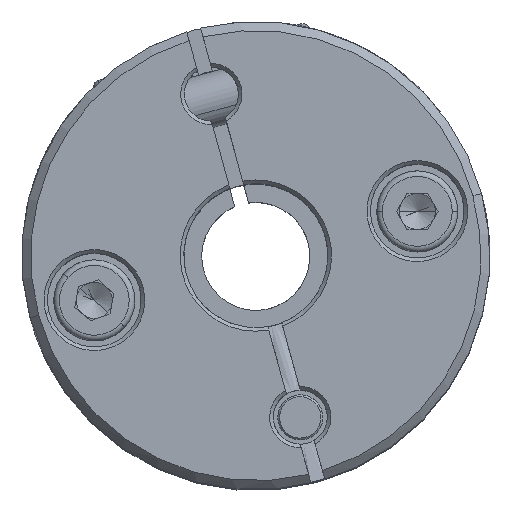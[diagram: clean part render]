
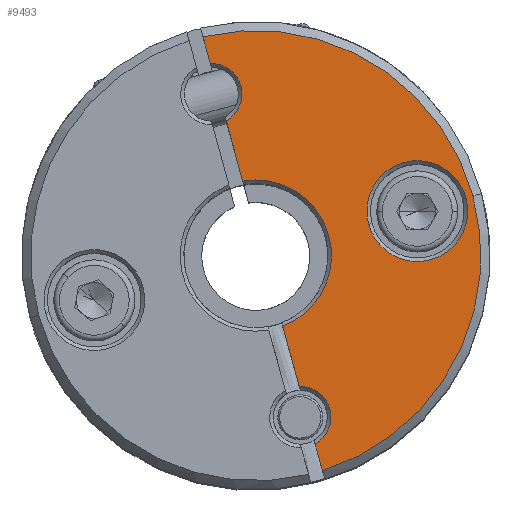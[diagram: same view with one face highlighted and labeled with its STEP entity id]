
A CAD part, top view. The second image highlights one B-rep face of the part: STEP entity #9493.
In plain terms, the highlighted planar face has unit normal (0, 0, 1).
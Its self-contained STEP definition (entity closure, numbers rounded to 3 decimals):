
#95 = DIRECTION ( 'NONE',  ( 0., 0., 1. ) ) ;
#102 = DIRECTION ( 'NONE',  ( 0., 0., -1. ) ) ;
#107 = EDGE_CURVE ( 'NONE', #5168, #14037, #10328, .T. ) ;
#488 = CIRCLE ( 'NONE', #3437, 1.7 ) ;
#863 = CARTESIAN_POINT ( 'NONE',  ( 0.4, 0., 11.7 ) ) ;
#1055 = PLANE ( 'NONE',  #6689 ) ;
#1105 = EDGE_CURVE ( 'NONE', #10937, #8443, #13589, .T. ) ;
#1280 = CIRCLE ( 'NONE', #2638, 2.8 ) ;
#1441 = EDGE_CURVE ( 'NONE', #9810, #8505, #2393, .T. ) ;
#1652 = EDGE_CURVE ( 'NONE', #8393, #4977, #488, .T. ) ;
#1765 = AXIS2_PLACEMENT_3D ( 'NONE', #9620, #3063, #10733 ) ;
#1962 = EDGE_CURVE ( 'NONE', #8433, #10160, #14224, .T. ) ;
#1982 = CIRCLE ( 'NONE', #5114, 2.8 ) ;
#2144 = DIRECTION ( 'NONE',  ( 0., 0., 1. ) ) ;
#2393 = CIRCLE ( 'NONE', #12092, 1.7 ) ;
#2514 = DIRECTION ( 'NONE',  ( 0., 0., -1. ) ) ;
#2638 = AXIS2_PLACEMENT_3D ( 'NONE', #11644, #5041, #12735 ) ;
#2663 = EDGE_LOOP ( 'NONE', ( #10117, #7369, #12966, #3805, #6569, #3672, #4959, #13094, #13246, #10076, #4160, #6402 ) ) ;
#2692 = LINE ( 'NONE', #11030, #5961 ) ;
#2835 = CIRCLE ( 'NONE', #10542, 4.2 ) ;
#2847 = CARTESIAN_POINT ( 'NONE',  ( 0.4, 0., 11.7 ) ) ;
#2872 = CARTESIAN_POINT ( 'NONE',  ( 1.7, 9.3, 11.7 ) ) ;
#3021 = VECTOR ( 'NONE', #10519, 1000. ) ;
#3063 = DIRECTION ( 'NONE',  ( 0., 0., 1. ) ) ;
#3197 = CARTESIAN_POINT ( 'NONE',  ( 6.5, 0., 11.7 ) ) ;
#3437 = AXIS2_PLACEMENT_3D ( 'NONE', #11271, #4670, #12374 ) ;
#3531 = EDGE_CURVE ( 'NONE', #9807, #8505, #8858, .T. ) ;
#3672 = ORIENTED_EDGE ( 'NONE', *, *, #13731, .T. ) ;
#3805 = ORIENTED_EDGE ( 'NONE', *, *, #11989, .F. ) ;
#3833 = EDGE_CURVE ( 'NONE', #9807, #8433, #2835, .T. ) ;
#3855 = CARTESIAN_POINT ( 'NONE',  ( 0., 9.3, 11.7 ) ) ;
#4036 = CARTESIAN_POINT ( 'NONE',  ( 0.4, 0., 11.7 ) ) ;
#4160 = ORIENTED_EDGE ( 'NONE', *, *, #9188, .T. ) ;
#4239 = EDGE_CURVE ( 'NONE', #4814, #13595, #1280, .T. ) ;
#4347 = ORIENTED_EDGE ( 'NONE', *, *, #6373, .T. ) ;
#4437 = DIRECTION ( 'NONE',  ( 0., 1., 0. ) ) ;
#4442 = CARTESIAN_POINT ( 'NONE',  ( 1.7, -9.3, 11.7 ) ) ;
#4670 = DIRECTION ( 'NONE',  ( 0., 0., -1. ) ) ;
#4814 = VERTEX_POINT ( 'NONE', #9351 ) ;
#4820 = VECTOR ( 'NONE', #11723, 1000. ) ;
#4942 = DIRECTION ( 'NONE',  ( 1., 0., 0. ) ) ;
#4959 = ORIENTED_EDGE ( 'NONE', *, *, #5797, .F. ) ;
#4977 = VERTEX_POINT ( 'NONE', #4442 ) ;
#5041 = DIRECTION ( 'NONE',  ( 0., 0., -1. ) ) ;
#5114 = AXIS2_PLACEMENT_3D ( 'NONE', #5254, #12965, #6365 ) ;
#5138 = CARTESIAN_POINT ( 'NONE',  ( 0.4, -7.648, 11.7 ) ) ;
#5168 = VERTEX_POINT ( 'NONE', #10358 ) ;
#5179 = DIRECTION ( 'NONE',  ( 0., 0., -1. ) ) ;
#5254 = CARTESIAN_POINT ( 'NONE',  ( 9.3, 0., 11.7 ) ) ;
#5354 = AXIS2_PLACEMENT_3D ( 'NONE', #12165, #5573, #13271 ) ;
#5467 = CIRCLE ( 'NONE', #7801, 12.5 ) ;
#5573 = DIRECTION ( 'NONE',  ( 0., 0., -1. ) ) ;
#5659 = VERTEX_POINT ( 'NONE', #14119 ) ;
#5797 = EDGE_CURVE ( 'NONE', #10937, #5659, #2692, .T. ) ;
#5881 = FACE_BOUND ( 'NONE', #6127, .T. ) ;
#5961 = VECTOR ( 'NONE', #4437, 1000. ) ;
#6127 = EDGE_LOOP ( 'NONE', ( #10350, #4347 ) ) ;
#6365 = DIRECTION ( 'NONE',  ( 1., 0., 0. ) ) ;
#6373 = EDGE_CURVE ( 'NONE', #13595, #4814, #1982, .T. ) ;
#6402 = ORIENTED_EDGE ( 'NONE', *, *, #1441, .T. ) ;
#6569 = ORIENTED_EDGE ( 'NONE', *, *, #1652, .T. ) ;
#6668 = CARTESIAN_POINT ( 'NONE',  ( 0., 0., 11.7 ) ) ;
#6675 = CARTESIAN_POINT ( 'NONE',  ( 0., 0., 11.7 ) ) ;
#6689 = AXIS2_PLACEMENT_3D ( 'NONE', #6668, #95, #7763 ) ;
#7369 = ORIENTED_EDGE ( 'NONE', *, *, #3833, .T. ) ;
#7763 = DIRECTION ( 'NONE',  ( 1., 0., 0. ) ) ;
#7770 = DIRECTION ( 'NONE',  ( 1., 0., 0. ) ) ;
#7799 = CARTESIAN_POINT ( 'NONE',  ( 0.4, -4.181, 11.7 ) ) ;
#7801 = AXIS2_PLACEMENT_3D ( 'NONE', #8736, #2144, #9834 ) ;
#8314 = CARTESIAN_POINT ( 'NONE',  ( 0.4, -12.494, 11.7 ) ) ;
#8393 = VERTEX_POINT ( 'NONE', #5138 ) ;
#8433 = VERTEX_POINT ( 'NONE', #11797 ) ;
#8443 = VERTEX_POINT ( 'NONE', #11843 ) ;
#8505 = VERTEX_POINT ( 'NONE', #12938 ) ;
#8731 = CIRCLE ( 'NONE', #9842, 1.7 ) ;
#8736 = CARTESIAN_POINT ( 'NONE',  ( 0., 0., 11.7 ) ) ;
#8858 = LINE ( 'NONE', #2847, #3021 ) ;
#8977 = CIRCLE ( 'NONE', #12393, 1.7 ) ;
#9085 = CARTESIAN_POINT ( 'NONE',  ( 0., -9.3, 11.7 ) ) ;
#9188 = EDGE_CURVE ( 'NONE', #5168, #9810, #8977, .T. ) ;
#9351 = CARTESIAN_POINT ( 'NONE',  ( 12.1, 0., 11.7 ) ) ;
#9409 = VECTOR ( 'NONE', #9634, 1000. ) ;
#9493 = ADVANCED_FACE ( 'NONE', ( #5881, #11034 ), #1055, .T. ) ;
#9620 = CARTESIAN_POINT ( 'NONE',  ( 0., 0., 11.7 ) ) ;
#9634 = DIRECTION ( 'NONE',  ( 0., 1., 0. ) ) ;
#9807 = VERTEX_POINT ( 'NONE', #10546 ) ;
#9810 = VERTEX_POINT ( 'NONE', #2872 ) ;
#9834 = DIRECTION ( 'NONE',  ( 1., 0., 0. ) ) ;
#9842 = AXIS2_PLACEMENT_3D ( 'NONE', #9085, #2514, #10189 ) ;
#10076 = ORIENTED_EDGE ( 'NONE', *, *, #107, .F. ) ;
#10117 = ORIENTED_EDGE ( 'NONE', *, *, #3531, .F. ) ;
#10160 = VERTEX_POINT ( 'NONE', #7799 ) ;
#10189 = DIRECTION ( 'NONE',  ( 1., 0., 0. ) ) ;
#10328 = LINE ( 'NONE', #4036, #4820 ) ;
#10350 = ORIENTED_EDGE ( 'NONE', *, *, #4239, .T. ) ;
#10358 = CARTESIAN_POINT ( 'NONE',  ( 0.4, 10.952, 11.7 ) ) ;
#10519 = DIRECTION ( 'NONE',  ( 0., 1., 0. ) ) ;
#10542 = AXIS2_PLACEMENT_3D ( 'NONE', #6675, #102, #7770 ) ;
#10546 = CARTESIAN_POINT ( 'NONE',  ( 0.4, 4.181, 11.7 ) ) ;
#10733 = DIRECTION ( 'NONE',  ( 1., 0., 0. ) ) ;
#10937 = VERTEX_POINT ( 'NONE', #8314 ) ;
#11030 = CARTESIAN_POINT ( 'NONE',  ( 0.4, 0., 11.7 ) ) ;
#11034 = FACE_OUTER_BOUND ( 'NONE', #2663, .T. ) ;
#11271 = CARTESIAN_POINT ( 'NONE',  ( 0., -9.3, 11.7 ) ) ;
#11542 = DIRECTION ( 'NONE',  ( 0., 0., -1. ) ) ;
#11644 = CARTESIAN_POINT ( 'NONE',  ( 9.3, 0., 11.7 ) ) ;
#11723 = DIRECTION ( 'NONE',  ( 0., 1., 0. ) ) ;
#11790 = CARTESIAN_POINT ( 'NONE',  ( 0., 9.3, 11.7 ) ) ;
#11797 = CARTESIAN_POINT ( 'NONE',  ( 4.2, 0., 11.7 ) ) ;
#11843 = CARTESIAN_POINT ( 'NONE',  ( 12.5, 0., 11.7 ) ) ;
#11989 = EDGE_CURVE ( 'NONE', #8393, #10160, #12352, .T. ) ;
#12076 = EDGE_CURVE ( 'NONE', #8443, #14037, #5467, .T. ) ;
#12092 = AXIS2_PLACEMENT_3D ( 'NONE', #11790, #5179, #12888 ) ;
#12165 = CARTESIAN_POINT ( 'NONE',  ( 0., 0., 11.7 ) ) ;
#12352 = LINE ( 'NONE', #863, #9409 ) ;
#12374 = DIRECTION ( 'NONE',  ( 1., 0., 0. ) ) ;
#12393 = AXIS2_PLACEMENT_3D ( 'NONE', #3855, #11542, #4942 ) ;
#12735 = DIRECTION ( 'NONE',  ( 1., 0., 0. ) ) ;
#12888 = DIRECTION ( 'NONE',  ( 1., 0., 0. ) ) ;
#12932 = CARTESIAN_POINT ( 'NONE',  ( 0.4, 12.494, 11.7 ) ) ;
#12938 = CARTESIAN_POINT ( 'NONE',  ( 0.4, 7.648, 11.7 ) ) ;
#12965 = DIRECTION ( 'NONE',  ( 0., 0., -1. ) ) ;
#12966 = ORIENTED_EDGE ( 'NONE', *, *, #1962, .T. ) ;
#13094 = ORIENTED_EDGE ( 'NONE', *, *, #1105, .T. ) ;
#13246 = ORIENTED_EDGE ( 'NONE', *, *, #12076, .T. ) ;
#13271 = DIRECTION ( 'NONE',  ( 1., 0., 0. ) ) ;
#13589 = CIRCLE ( 'NONE', #1765, 12.5 ) ;
#13595 = VERTEX_POINT ( 'NONE', #3197 ) ;
#13731 = EDGE_CURVE ( 'NONE', #4977, #5659, #8731, .T. ) ;
#14037 = VERTEX_POINT ( 'NONE', #12932 ) ;
#14119 = CARTESIAN_POINT ( 'NONE',  ( 0.4, -10.952, 11.7 ) ) ;
#14224 = CIRCLE ( 'NONE', #5354, 4.2 ) ;
